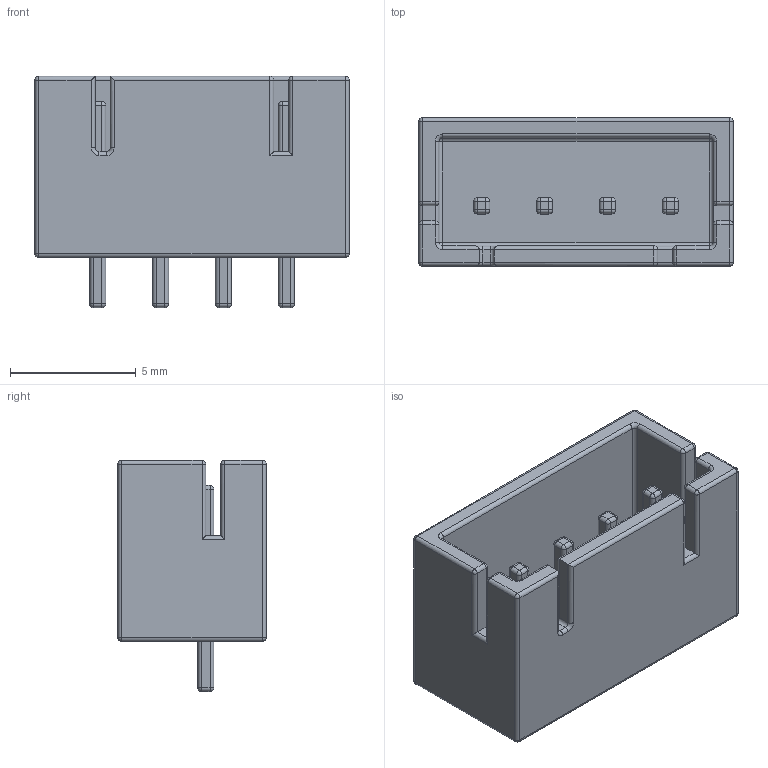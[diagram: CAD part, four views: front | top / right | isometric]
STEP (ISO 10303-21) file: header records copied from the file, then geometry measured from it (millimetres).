
FILE_DESCRIPTION (( 'STEP AP214' ), '1' );
FILE_NAME ('TJC3_4P_2.5.STEP', '2012-08-20T03:19:20', ( 'User' ), ( 'Microsoft' ), 'SwSTEP 2.0', 'SolidWorks 2011', '' );
FILE_SCHEMA (( 'AUTOMOTIVE_DESIGN' ));
Length unit declared in the file: millimetre
Products named in the file (1): TJC3_4P_2.5
Bounding box: 12.5 x 5.9 x 9.2 mm (x, y, z)
Volume: 236.1 mm3; surface area: 663.1 mm2
Topology: 1 solids, 1 shells, 257 faces, 599 edges, 296 vertices
Faces by surface type: cylinder 127, plane 66, sphere 56, torus 8
Entity records: 7940 total; most frequent: DIRECTION 1279, CARTESIAN_POINT 1139, ORIENTED_EDGE 1086, EDGE_CURVE 543, AXIS2_PLACEMENT_3D 492, VERTEX_POINT 296, LINE 295, VECTOR 295
